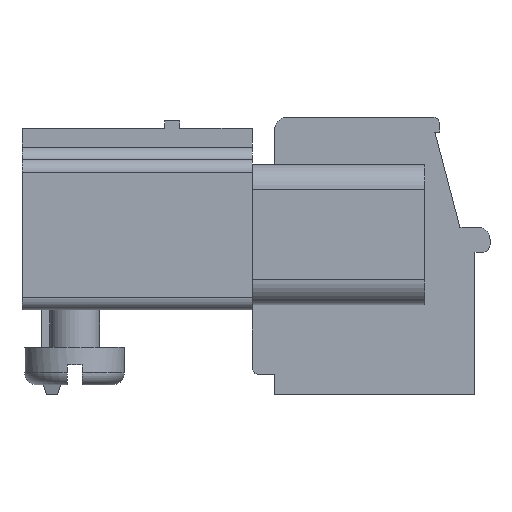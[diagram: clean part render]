
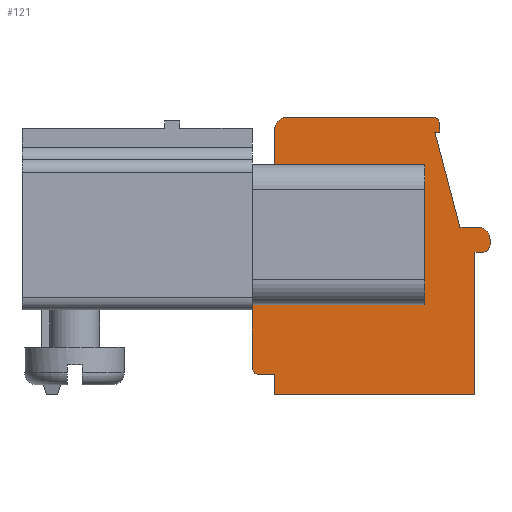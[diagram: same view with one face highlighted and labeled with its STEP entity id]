
A CAD part, left-side view. The second image highlights one B-rep face of the part: STEP entity #121.
In plain terms, the highlighted planar face has unit normal (-1, 0, 0).
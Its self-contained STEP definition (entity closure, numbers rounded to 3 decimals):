
#22 = VERTEX_POINT('',#23);
#23 = CARTESIAN_POINT('',(-2.1,-8.,-2.3));
#41 = VERTEX_POINT('',#42);
#42 = CARTESIAN_POINT('',(-2.1,-8.3,-2.6));
#48 = EDGE_CURVE('',#22,#41,#49,.T.);
#49 = CIRCLE('',#50,0.3);
#50 = AXIS2_PLACEMENT_3D('',#51,#52,#53);
#51 = CARTESIAN_POINT('',(-2.1,-8.3,-2.3));
#52 = DIRECTION('',(-1.,0.,0.));
#53 = DIRECTION('',(0.,1.,0.));
#64 = VERTEX_POINT('',#65);
#65 = CARTESIAN_POINT('',(-2.1,-8.,0.));
#73 = EDGE_CURVE('',#64,#22,#74,.T.);
#74 = LINE('',#75,#76);
#75 = CARTESIAN_POINT('',(-2.1,-8.,5.8));
#76 = VECTOR('',#77,1.);
#77 = DIRECTION('',(0.,0.,-1.));
#104 = VERTEX_POINT('',#105);
#105 = CARTESIAN_POINT('',(-2.1,-8.9,-2.6));
#111 = EDGE_CURVE('',#41,#104,#112,.T.);
#112 = LINE('',#113,#114);
#113 = CARTESIAN_POINT('',(-2.1,-8.3,-2.6));
#114 = VECTOR('',#115,1.);
#115 = DIRECTION('',(0.,-1.,0.));
#121 = ADVANCED_FACE('',(#122),#281,.F.);
#122 = FACE_BOUND('',#123,.F.);
#123 = EDGE_LOOP('',(#124,#132,#140,#148,#156,#164,#173,#181,#190,#198,
#206,#214,#222,#231,#239,#248,#256,#264,#272,#278,#279,#280));
#124 = ORIENTED_EDGE('',*,*,#125,.F.);
#125 = EDGE_CURVE('',#126,#64,#128,.T.);
#126 = VERTEX_POINT('',#127);
#127 = CARTESIAN_POINT('',(-2.1,-8.,0.2));
#128 = LINE('',#129,#130);
#129 = CARTESIAN_POINT('',(-2.1,-8.,5.8));
#130 = VECTOR('',#131,1.);
#131 = DIRECTION('',(0.,0.,-1.));
#132 = ORIENTED_EDGE('',*,*,#133,.T.);
#133 = EDGE_CURVE('',#126,#134,#136,.T.);
#134 = VERTEX_POINT('',#135);
#135 = CARTESIAN_POINT('',(-2.1,-14.9,0.2));
#136 = LINE('',#137,#138);
#137 = CARTESIAN_POINT('',(-2.1,-8.,0.2));
#138 = VECTOR('',#139,1.);
#139 = DIRECTION('',(0.,-1.,0.));
#140 = ORIENTED_EDGE('',*,*,#141,.T.);
#141 = EDGE_CURVE('',#134,#142,#144,.T.);
#142 = VERTEX_POINT('',#143);
#143 = CARTESIAN_POINT('',(-2.1,-14.9,5.8));
#144 = LINE('',#145,#146);
#145 = CARTESIAN_POINT('',(-2.1,-14.9,3.));
#146 = VECTOR('',#147,1.);
#147 = DIRECTION('',(0.,0.,1.));
#148 = ORIENTED_EDGE('',*,*,#149,.T.);
#149 = EDGE_CURVE('',#142,#150,#152,.T.);
#150 = VERTEX_POINT('',#151);
#151 = CARTESIAN_POINT('',(-2.1,-8.9,5.8));
#152 = LINE('',#153,#154);
#153 = CARTESIAN_POINT('',(-2.1,-8.,5.8));
#154 = VECTOR('',#155,1.);
#155 = DIRECTION('',(0.,1.,0.));
#156 = ORIENTED_EDGE('',*,*,#157,.F.);
#157 = EDGE_CURVE('',#158,#150,#160,.T.);
#158 = VERTEX_POINT('',#159);
#159 = CARTESIAN_POINT('',(-2.1,-8.9,7.2));
#160 = LINE('',#161,#162);
#161 = CARTESIAN_POINT('',(-2.1,-8.9,7.2));
#162 = VECTOR('',#163,1.);
#163 = DIRECTION('',(0.,0.,-1.));
#164 = ORIENTED_EDGE('',*,*,#165,.F.);
#165 = EDGE_CURVE('',#166,#158,#168,.T.);
#166 = VERTEX_POINT('',#167);
#167 = CARTESIAN_POINT('',(-2.1,-9.4,7.7));
#168 = CIRCLE('',#169,0.5);
#169 = AXIS2_PLACEMENT_3D('',#170,#171,#172);
#170 = CARTESIAN_POINT('',(-2.1,-9.4,7.2));
#171 = DIRECTION('',(-1.,0.,0.));
#172 = DIRECTION('',(0.,0.,1.));
#173 = ORIENTED_EDGE('',*,*,#174,.F.);
#174 = EDGE_CURVE('',#175,#166,#177,.T.);
#175 = VERTEX_POINT('',#176);
#176 = CARTESIAN_POINT('',(-2.1,-15.2,7.7));
#177 = LINE('',#178,#179);
#178 = CARTESIAN_POINT('',(-2.1,-15.2,7.7));
#179 = VECTOR('',#180,1.);
#180 = DIRECTION('',(0.,1.,0.));
#181 = ORIENTED_EDGE('',*,*,#182,.F.);
#182 = EDGE_CURVE('',#183,#175,#185,.T.);
#183 = VERTEX_POINT('',#184);
#184 = CARTESIAN_POINT('',(-2.1,-15.5,7.4));
#185 = CIRCLE('',#186,0.3);
#186 = AXIS2_PLACEMENT_3D('',#187,#188,#189);
#187 = CARTESIAN_POINT('',(-2.1,-15.2,7.4));
#188 = DIRECTION('',(-1.,0.,0.));
#189 = DIRECTION('',(0.,-1.,0.));
#190 = ORIENTED_EDGE('',*,*,#191,.F.);
#191 = EDGE_CURVE('',#192,#183,#194,.T.);
#192 = VERTEX_POINT('',#193);
#193 = CARTESIAN_POINT('',(-2.1,-15.5,7.1));
#194 = LINE('',#195,#196);
#195 = CARTESIAN_POINT('',(-2.1,-15.5,7.1));
#196 = VECTOR('',#197,1.);
#197 = DIRECTION('',(0.,0.,1.));
#198 = ORIENTED_EDGE('',*,*,#199,.F.);
#199 = EDGE_CURVE('',#200,#192,#202,.T.);
#200 = VERTEX_POINT('',#201);
#201 = CARTESIAN_POINT('',(-2.1,-15.3,7.1));
#202 = LINE('',#203,#204);
#203 = CARTESIAN_POINT('',(-2.1,-15.3,7.1));
#204 = VECTOR('',#205,1.);
#205 = DIRECTION('',(0.,-1.,0.));
#206 = ORIENTED_EDGE('',*,*,#207,.F.);
#207 = EDGE_CURVE('',#208,#200,#210,.T.);
#208 = VERTEX_POINT('',#209);
#209 = CARTESIAN_POINT('',(-2.1,-16.3,3.3));
#210 = LINE('',#211,#212);
#211 = CARTESIAN_POINT('',(-2.1,-16.3,3.3));
#212 = VECTOR('',#213,1.);
#213 = DIRECTION('',(0.,0.254,0.967));
#214 = ORIENTED_EDGE('',*,*,#215,.F.);
#215 = EDGE_CURVE('',#216,#208,#218,.T.);
#216 = VERTEX_POINT('',#217);
#217 = CARTESIAN_POINT('',(-2.1,-17.,3.3));
#218 = LINE('',#219,#220);
#219 = CARTESIAN_POINT('',(-2.1,-17.,3.3));
#220 = VECTOR('',#221,1.);
#221 = DIRECTION('',(0.,1.,0.));
#222 = ORIENTED_EDGE('',*,*,#223,.F.);
#223 = EDGE_CURVE('',#224,#216,#226,.T.);
#224 = VERTEX_POINT('',#225);
#225 = CARTESIAN_POINT('',(-2.1,-17.5,2.8));
#226 = CIRCLE('',#227,0.5);
#227 = AXIS2_PLACEMENT_3D('',#228,#229,#230);
#228 = CARTESIAN_POINT('',(-2.1,-17.,2.8));
#229 = DIRECTION('',(-1.,0.,0.));
#230 = DIRECTION('',(0.,-1.,0.));
#231 = ORIENTED_EDGE('',*,*,#232,.F.);
#232 = EDGE_CURVE('',#233,#224,#235,.T.);
#233 = VERTEX_POINT('',#234);
#234 = CARTESIAN_POINT('',(-2.1,-17.5,2.6));
#235 = LINE('',#236,#237);
#236 = CARTESIAN_POINT('',(-2.1,-17.5,2.6));
#237 = VECTOR('',#238,1.);
#238 = DIRECTION('',(0.,0.,1.));
#239 = ORIENTED_EDGE('',*,*,#240,.F.);
#240 = EDGE_CURVE('',#241,#233,#243,.T.);
#241 = VERTEX_POINT('',#242);
#242 = CARTESIAN_POINT('',(-2.1,-17.2,2.3));
#243 = CIRCLE('',#244,0.3);
#244 = AXIS2_PLACEMENT_3D('',#245,#246,#247);
#245 = CARTESIAN_POINT('',(-2.1,-17.2,2.6));
#246 = DIRECTION('',(-1.,0.,0.));
#247 = DIRECTION('',(0.,0.,-1.));
#248 = ORIENTED_EDGE('',*,*,#249,.F.);
#249 = EDGE_CURVE('',#250,#241,#252,.T.);
#250 = VERTEX_POINT('',#251);
#251 = CARTESIAN_POINT('',(-2.1,-16.9,2.3));
#252 = LINE('',#253,#254);
#253 = CARTESIAN_POINT('',(-2.1,-16.9,2.3));
#254 = VECTOR('',#255,1.);
#255 = DIRECTION('',(0.,-1.,0.));
#256 = ORIENTED_EDGE('',*,*,#257,.F.);
#257 = EDGE_CURVE('',#258,#250,#260,.T.);
#258 = VERTEX_POINT('',#259);
#259 = CARTESIAN_POINT('',(-2.1,-16.9,-3.4));
#260 = LINE('',#261,#262);
#261 = CARTESIAN_POINT('',(-2.1,-16.9,-3.4));
#262 = VECTOR('',#263,1.);
#263 = DIRECTION('',(0.,0.,1.));
#264 = ORIENTED_EDGE('',*,*,#265,.F.);
#265 = EDGE_CURVE('',#266,#258,#268,.T.);
#266 = VERTEX_POINT('',#267);
#267 = CARTESIAN_POINT('',(-2.1,-8.9,-3.4));
#268 = LINE('',#269,#270);
#269 = CARTESIAN_POINT('',(-2.1,-8.9,-3.4));
#270 = VECTOR('',#271,1.);
#271 = DIRECTION('',(0.,-1.,0.));
#272 = ORIENTED_EDGE('',*,*,#273,.F.);
#273 = EDGE_CURVE('',#104,#266,#274,.T.);
#274 = LINE('',#275,#276);
#275 = CARTESIAN_POINT('',(-2.1,-8.9,-2.6));
#276 = VECTOR('',#277,1.);
#277 = DIRECTION('',(0.,0.,-1.));
#278 = ORIENTED_EDGE('',*,*,#111,.F.);
#279 = ORIENTED_EDGE('',*,*,#48,.F.);
#280 = ORIENTED_EDGE('',*,*,#73,.F.);
#281 = PLANE('',#282);
#282 = AXIS2_PLACEMENT_3D('',#283,#284,#285);
#283 = CARTESIAN_POINT('',(-2.1,-8.,5.8));
#284 = DIRECTION('',(1.,0.,0.));
#285 = DIRECTION('',(0.,-1.,0.));
